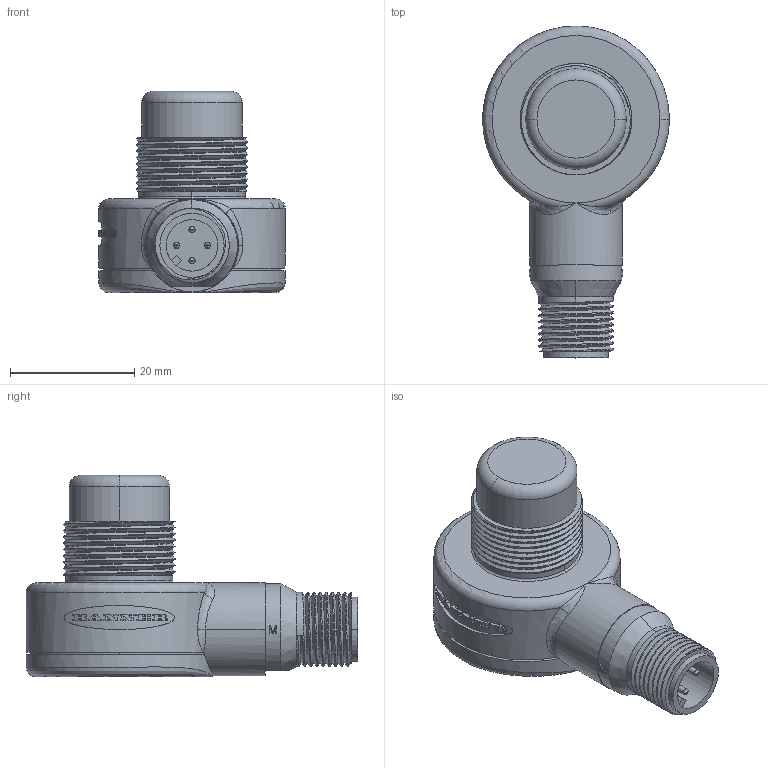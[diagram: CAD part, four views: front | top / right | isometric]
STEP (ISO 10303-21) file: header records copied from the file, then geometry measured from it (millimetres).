
FILE_DESCRIPTION((''),'2;1');
FILE_NAME('154436_SW','2010-10-19T',('banengservice'),('BANNER ENGINEERING'),'PRO/ENGINEER BY PARAMETRIC TECHNOLOGY CORPORATION, 2009141','PRO/ENGINEER BY PARAMETRIC TECHNOLOGY CORPORATION, 2009141','');
FILE_SCHEMA(('CONFIG_CONTROL_DESIGN'));
Length unit declared in the file: inch
Products named in the file (1): 154436_SW
Bounding box: 30.07 x 53.5 x 32.44 mm (x, y, z)
Volume: 6649.2 mm3; surface area: 11624.2 mm2
Topology: 1 solids, 2 shells, 602 faces, 1584 edges, 1031 vertices
Faces by surface type: plane 229, extrusion 152, cylinder 148, bspline 33, torus 20, cone 18, sphere 2
Entity records: 29962 total; most frequent: CARTESIAN_POINT 15742, ORIENTED_EDGE 3164, DIRECTION 2499, EDGE_CURVE 1582, VERTEX_POINT 1031, AXIS2_PLACEMENT_3D 835, VECTOR 829, LINE 677
